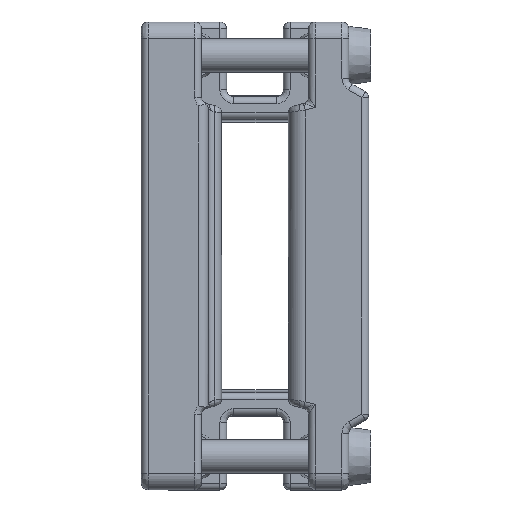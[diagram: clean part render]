
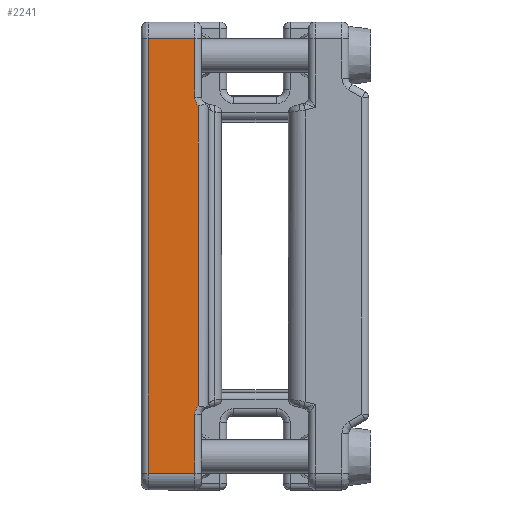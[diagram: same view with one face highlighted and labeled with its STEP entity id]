
A CAD part, top view. The second image highlights one B-rep face of the part: STEP entity #2241.
In plain terms, the highlighted planar face has unit normal (0, 0, 1).
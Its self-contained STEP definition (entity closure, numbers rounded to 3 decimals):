
#1597=FACE_OUTER_BOUND('',#3194,.T.);
#2241=ADVANCED_FACE('',(#1597),#2512,.T.);
#2512=PLANE('',#11173);
#3194=EDGE_LOOP('',(#5388,#5389,#5390,#5391,#5392,#5393,#5394,#5395));
#5388=ORIENTED_EDGE('',*,*,#7659,.T.);
#5389=ORIENTED_EDGE('',*,*,#7658,.T.);
#5390=ORIENTED_EDGE('',*,*,#7590,.T.);
#5391=ORIENTED_EDGE('',*,*,#7586,.T.);
#5392=ORIENTED_EDGE('',*,*,#7555,.T.);
#5393=ORIENTED_EDGE('',*,*,#7660,.T.);
#5394=ORIENTED_EDGE('',*,*,#7661,.T.);
#5395=ORIENTED_EDGE('',*,*,#7662,.T.);
#6411=VERTEX_POINT('',#19618);
#6412=VERTEX_POINT('',#19646);
#6429=VERTEX_POINT('',#19741);
#6430=VERTEX_POINT('',#19745);
#6471=VERTEX_POINT('',#20284);
#6472=VERTEX_POINT('',#20312);
#6473=VERTEX_POINT('',#20314);
#6474=VERTEX_POINT('',#20316);
#7555=EDGE_CURVE('',#6411,#6412,#9313,.T.);
#7586=EDGE_CURVE('',#6429,#6411,#9332,.T.);
#7590=EDGE_CURVE('',#6430,#6429,#9334,.T.);
#7658=EDGE_CURVE('',#6471,#6430,#8376,.T.);
#7659=EDGE_CURVE('',#6472,#6471,#9350,.T.);
#7660=EDGE_CURVE('',#6412,#6473,#9351,.T.);
#7661=EDGE_CURVE('',#6473,#6474,#9352,.T.);
#7662=EDGE_CURVE('',#6474,#6472,#8377,.T.);
#8376=CIRCLE('',#11171,2.);
#8377=CIRCLE('',#11172,2.);
#9313=LINE('',#19647,#10035);
#9332=LINE('',#19742,#10054);
#9334=LINE('',#19750,#10056);
#9350=LINE('',#20311,#10072);
#9351=LINE('',#20313,#10073);
#9352=LINE('',#20315,#10074);
#10035=VECTOR('',#13136,1.);
#10054=VECTOR('',#13199,1.);
#10056=VECTOR('',#13207,1.);
#10072=VECTOR('',#13297,1.);
#10073=VECTOR('',#13298,1.);
#10074=VECTOR('',#13299,1.);
#11171=AXIS2_PLACEMENT_3D('',#20285,#13295,#13296);
#11172=AXIS2_PLACEMENT_3D('',#20317,#13300,#13301);
#11173=AXIS2_PLACEMENT_3D('',#20318,#13302,#13303);
#13136=DIRECTION('',(0.,-1.,0.));
#13199=DIRECTION('',(-1.,0.,0.));
#13207=DIRECTION('',(0.,1.,0.));
#13295=DIRECTION('',(0.,0.,-1.));
#13296=DIRECTION('',(-0.75,-0.661,0.));
#13297=DIRECTION('',(0.,1.,0.));
#13298=DIRECTION('',(1.,0.,0.));
#13299=DIRECTION('',(0.,1.,0.));
#13300=DIRECTION('',(0.,0.,-1.));
#13301=DIRECTION('',(-1.,0.,0.));
#13302=DIRECTION('',(0.,0.,1.));
#13303=DIRECTION('',(0.,-1.,0.));
#19618=CARTESIAN_POINT('',(-16.007,32.5,34.));
#19646=CARTESIAN_POINT('',(-16.007,-32.5,34.));
#19647=CARTESIAN_POINT('',(-16.007,32.5,34.));
#19741=CARTESIAN_POINT('',(-9.007,32.5,34.));
#19742=CARTESIAN_POINT('',(-9.007,32.5,34.));
#19745=CARTESIAN_POINT('',(-9.007,23.767,34.));
#19750=CARTESIAN_POINT('',(-9.007,23.767,34.));
#20284=CARTESIAN_POINT('',(-8.507,22.444,34.));
#20285=CARTESIAN_POINT('',(-7.007,23.767,34.));
#20311=CARTESIAN_POINT('',(-8.507,-22.444,34.));
#20312=CARTESIAN_POINT('',(-8.507,-22.444,34.));
#20313=CARTESIAN_POINT('',(-16.007,-32.5,34.));
#20314=CARTESIAN_POINT('',(-9.007,-32.5,34.));
#20315=CARTESIAN_POINT('',(-9.007,-32.5,34.));
#20316=CARTESIAN_POINT('',(-9.007,-23.767,34.));
#20317=CARTESIAN_POINT('',(-7.007,-23.767,34.));
#20318=CARTESIAN_POINT('',(-17.107,35.1,34.));
